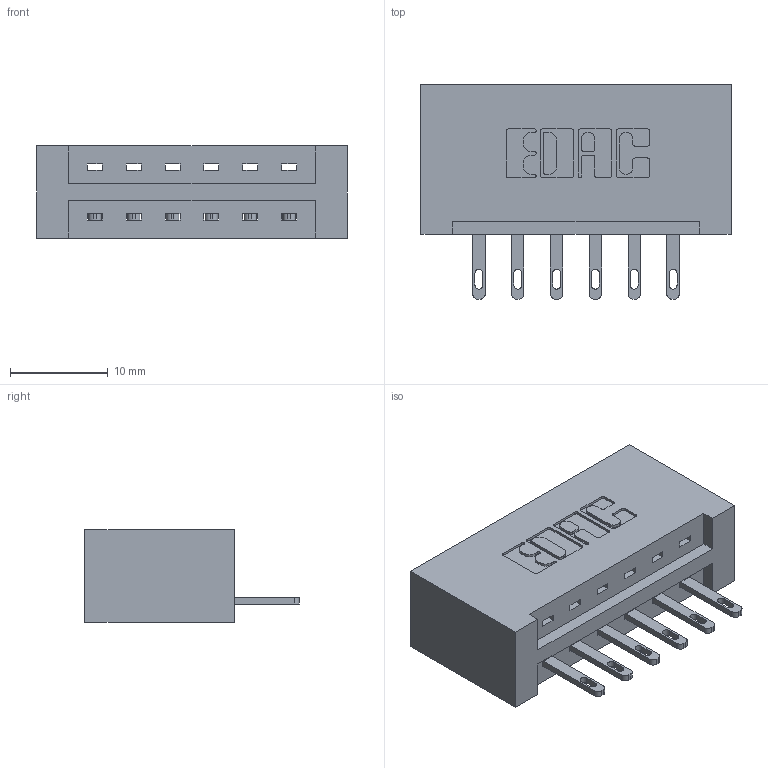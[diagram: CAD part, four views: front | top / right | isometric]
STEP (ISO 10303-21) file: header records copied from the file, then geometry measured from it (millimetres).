
FILE_DESCRIPTION (( 'STEP AP203' ), '1' );
FILE_NAME ('887-006-500-101.STEP', '2020-09-20T15:26:53', ( '' ), ( '' ), 'SwSTEP 2.0', 'SolidWorks 2020', '' );
FILE_SCHEMA (( 'CONFIG_CONTROL_DESIGN' ));
Length unit declared in the file: inch
Products named in the file (3): 345-292-001_345-293-100; 887-006-500-101; 837 Part_No Mounting Lugs
Assembly tree (7 placements, depth 2):
  887-006-500-101
    837 Part_No Mounting Lugs
    345-292-001_345-293-100  x6
Bounding box: 31.65 x 21.85 x 9.4 mm (x, y, z)
Volume: 3581.2 mm3; surface area: 3496.3 mm2
Topology: 7 solids, 7 shells, 454 faces, 1367 edges, 910 vertices
Faces by surface type: plane 306, cylinder 148
Entity records: 8769 total; most frequent: CARTESIAN_POINT 1532, ORIENTED_EDGE 1474, DIRECTION 1357, EDGE_CURVE 737, LINE 613, VECTOR 613, VERTEX_POINT 490, AXIS2_PLACEMENT_3D 372
